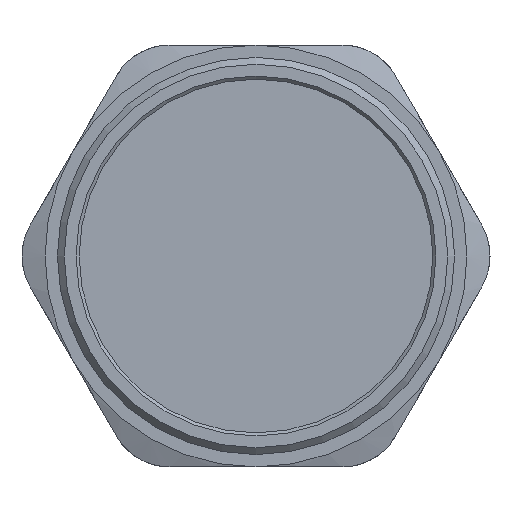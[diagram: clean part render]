
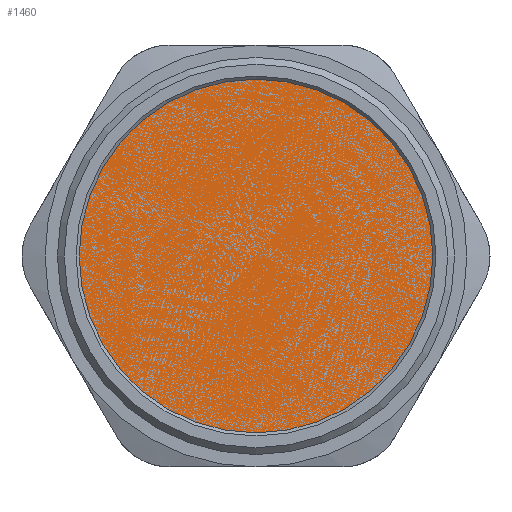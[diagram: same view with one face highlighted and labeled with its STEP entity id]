
A CAD part, front view. The second image highlights one B-rep face of the part: STEP entity #1460.
In plain terms, the highlighted planar face has unit normal (0, 1, 0).
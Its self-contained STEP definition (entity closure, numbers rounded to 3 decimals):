
#476=FACE_OUTER_BOUND('',#570,.T.);
#570=EDGE_LOOP('',(#1344));
#631=CIRCLE('',#1626,32.);
#755=VERTEX_POINT('',#2861);
#952=EDGE_CURVE('',#755,#755,#631,.T.);
#1344=ORIENTED_EDGE('',*,*,#952,.T.);
#1375=PLANE('',#1625);
#1460=ADVANCED_FACE('',(#476),#1375,.T.);
#1625=AXIS2_PLACEMENT_3D('',#2860,#1986,#1987);
#1626=AXIS2_PLACEMENT_3D('',#2862,#1988,#1989);
#1986=DIRECTION('center_axis',(0.,1.,0.));
#1987=DIRECTION('ref_axis',(0.,0.,1.));
#1988=DIRECTION('center_axis',(0.,1.,0.));
#1989=DIRECTION('ref_axis',(-1.,0.,0.));
#2860=CARTESIAN_POINT('Origin',(0.637,-7.48,0.));
#2861=CARTESIAN_POINT('',(-31.363,-7.48,0.));
#2862=CARTESIAN_POINT('Origin',(0.637,-7.48,0.));
